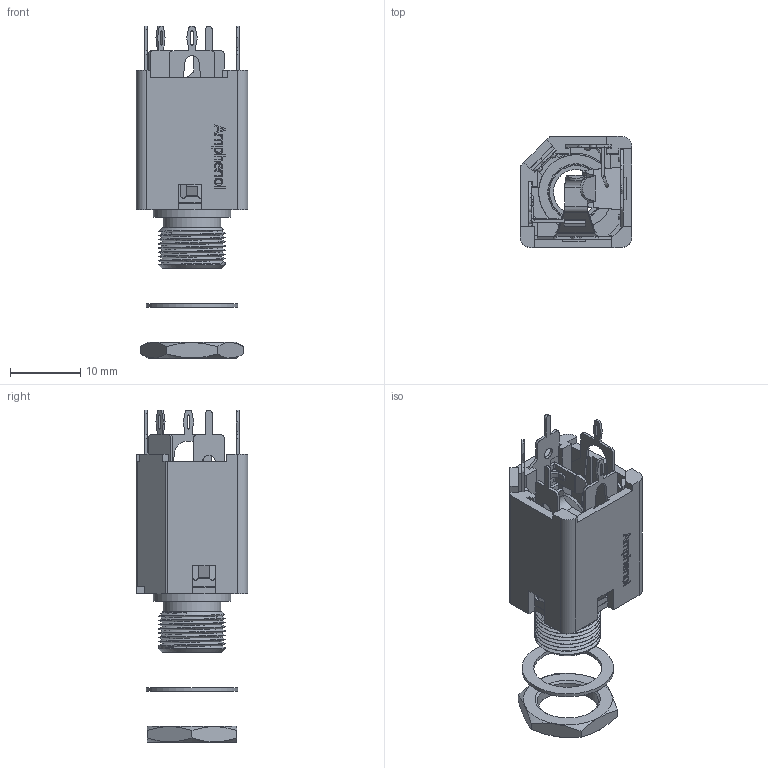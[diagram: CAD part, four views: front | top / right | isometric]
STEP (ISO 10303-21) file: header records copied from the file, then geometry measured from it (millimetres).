
FILE_DESCRIPTION(/* description */ (''),/* implementation_level */ '2;1');
FILE_NAME(/* name */ 'ACJS-MIV-5.stp',/* time_stamp */ '2018-01-30T11:39:18+11:00',/* author */ ('minh'),/* organization */ (''),/* preprocessor_version */ 'ST-DEVELOPER v16.1',/* originating_system */ 'Autodesk Inventor 2016',/* authorisation */ '');
FILE_SCHEMA (('AUTOMOTIVE_DESIGN { 1 0 10303 214 3 1 1 }'));
Length unit declared in the file: inch
Products named in the file (1): ACJS-MIV-5_Shrinkwrap_1
Bounding box: 15.8 x 15.8 x 47.1 mm (x, y, z)
Surface area: 5518.7 mm2 (no closed solid volume)
Topology: 0 solids, 33 shells, 336 faces, 1458 edges, 1115 vertices
Faces by surface type: plane 233, cylinder 73, bspline 13, cone 7, torus 6, sphere 4
Full cylindrical faces by diameter (mm): 1.6 x2, 1.8 x1, 6.4 x1, 8.2 x1, 8.661 x1, 9.7 x1, 10.6 x1, 11 x1, 13 x1
Entity records: 17842 total; most frequent: CARTESIAN_POINT 6098, ORIENTED_EDGE 2210, DIRECTION 2120, EDGE_CURVE 1424, VERTEX_POINT 1104, LINE 990, VECTOR 990, AXIS2_PLACEMENT_3D 565
